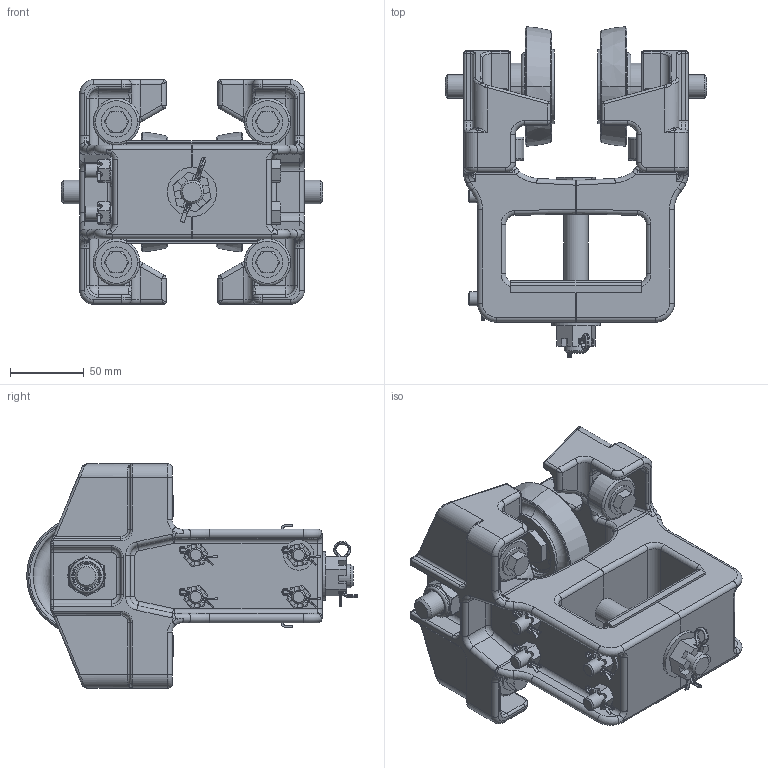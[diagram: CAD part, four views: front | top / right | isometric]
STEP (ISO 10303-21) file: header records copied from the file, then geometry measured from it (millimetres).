
FILE_DESCRIPTION((''),'2;1');
FILE_NAME('10030 AC-500-2-4-266 TROLLEY.stp','2011-03-30T13:54:25',('jholman'),(''),'Autodesk Inventor 2011','Autodesk Inventor 2011','');
FILE_SCHEMA(('AUTOMOTIVE_DESIGN { 1 0 10303 214 1 1 1 1 }'));
Length unit declared in the file: inch
Products named in the file (23): 10030; 3D11P4B4D; 3D11CHB4C; 3D1177B4C; 3D11A6B4A; 3D11W6B4B; 3D11K7B4B; 3D11Q6B4B; 3D1144G4A; 3D1134G4A; Hex Bolt - UNC (Regular Thread - Inch) 5/8-11 UNC - 4.5; Type A - Plain Washer (Inch) 5/8 - narrow - Type A; 3D1169B4C; 3D1124B4A; 3D11X2B4A; 3D1153B4A; 3D112HB4B; 3D11X6B4A; Hex Bolt - Inch 3/8-16 UNC - 2; Hex Nut - UNC (Regular Thread - Inch) 3/8 - 16; Hex Bolt - UNC (Regular Thread - Inch) 3/8-16 UNC - 5; Slotted Hex Nut - UNC (Regular Thread - Inch) 3/8 - 16; Pin - Cotter - Extended Prong Square Cut Type (Inch)  ANSI B18.8.1 3/32 x 3/4 Extended Prong Square Cut Type
Assembly tree (44 placements, depth 3):
  10030
    3D11P4B4D  x2
    3D11CHB4C  x2
      3D1177B4C
      3D11A6B4A
      3D11W6B4B
      3D11K7B4B
      3D11Q6B4B
    3D1144G4A  x2
    3D1134G4A  x2
    Hex Bolt - UNC (Regular Thread - Inch) 5/8-11 UNC - 4.5
    Type A - Plain Washer (Inch) 5/8 - narrow - Type A  x2
    3D1169B4C
    3D1124B4A
    3D11X2B4A
    3D1153B4A
    3D112HB4B  x4
      3D11X6B4A
      3D1153B4A
      Hex Bolt - Inch 3/8-16 UNC - 2
    Hex Nut - UNC (Regular Thread - Inch) 3/8 - 16  x4
    Hex Bolt - UNC (Regular Thread - Inch) 3/8-16 UNC - 5  x4
    Slotted Hex Nut - UNC (Regular Thread - Inch) 3/8 - 16  x4
    Pin - Cotter - Extended Prong Square Cut Type (Inch)  ANSI B18.8.1 3/32 x 3/4 Extended Prong Square Cut Type  x4
Bounding box: 177.22 x 224.35 x 152.4 mm (x, y, z)
Volume: 1077212.6 mm3; surface area: 320429.1 mm2
Topology: 55 solids, 55 shells, 2284 faces, 5329 edges, 3085 vertices
Faces by surface type: cylinder 700, plane 612, bspline 348, torus 260, cone 228, sphere 136
Full cylindrical faces by diameter (mm): 3.175 x4, 3.969 x1, 7.798 x8, 9.525 x12, 9.855 x8, 10.319 x8, 13.386 x2, 14.275 x4, 14.351 x2, 15.862 x2, 15.875 x1, 16.272 x2, 16.307 x1, 16.612 x2, 16.662 x2, 16.669 x1, 16.98 x2, 17.374 x2, 23.114 x2, 25.4 x2, 33.325 x2, 40.005 x2
Entity records: 31470 total; most frequent: CARTESIAN_POINT 9150, DIRECTION 4689, ORIENTED_EDGE 4384, EDGE_CURVE 2192, AXIS2_PLACEMENT_3D 1949, VERTEX_POINT 1325, EDGE_LOOP 1063, CIRCLE 1020
